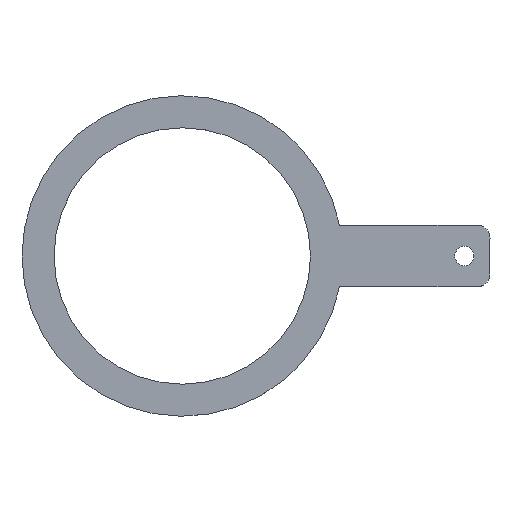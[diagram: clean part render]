
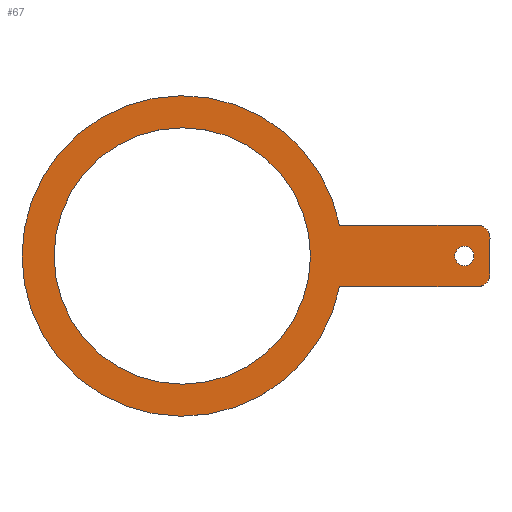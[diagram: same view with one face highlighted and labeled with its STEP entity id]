
A CAD part, top view. The second image highlights one B-rep face of the part: STEP entity #67.
In plain terms, the highlighted planar face has unit normal (0, 0, 1).
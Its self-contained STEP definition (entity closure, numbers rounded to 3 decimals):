
#38=FACE_BOUND('',#90,.T.);
#39=FACE_BOUND('',#91,.T.);
#40=FACE_BOUND('',#92,.T.);
#50=CIRCLE('',#205,1.);
#52=CIRCLE('',#209,1.);
#53=CIRCLE('',#212,0.75);
#56=CIRCLE('',#216,12.5);
#57=CIRCLE('',#218,10.);
#67=ADVANCED_FACE('',(#38,#39,#40),#72,.F.);
#72=PLANE('',#221);
#90=EDGE_LOOP('',(#124,#125,#126,#127,#128,#129));
#91=EDGE_LOOP('',(#130));
#92=EDGE_LOOP('',(#131));
#124=ORIENTED_EDGE('',*,*,#158,.F.);
#125=ORIENTED_EDGE('',*,*,#175,.F.);
#126=ORIENTED_EDGE('',*,*,#170,.F.);
#127=ORIENTED_EDGE('',*,*,#167,.F.);
#128=ORIENTED_EDGE('',*,*,#164,.F.);
#129=ORIENTED_EDGE('',*,*,#161,.F.);
#130=ORIENTED_EDGE('',*,*,#172,.F.);
#131=ORIENTED_EDGE('',*,*,#176,.F.);
#142=VERTEX_POINT('',#282);
#143=VERTEX_POINT('',#284);
#145=VERTEX_POINT('',#290);
#147=VERTEX_POINT('',#296);
#149=VERTEX_POINT('',#302);
#151=VERTEX_POINT('',#308);
#152=VERTEX_POINT('',#312);
#154=VERTEX_POINT('',#320);
#158=EDGE_CURVE('',#142,#143,#180,.T.);
#161=EDGE_CURVE('',#143,#145,#50,.T.);
#164=EDGE_CURVE('',#145,#147,#184,.T.);
#167=EDGE_CURVE('',#147,#149,#52,.T.);
#170=EDGE_CURVE('',#149,#151,#188,.T.);
#172=EDGE_CURVE('',#152,#152,#53,.T.);
#175=EDGE_CURVE('',#151,#142,#56,.T.);
#176=EDGE_CURVE('',#154,#154,#57,.T.);
#180=LINE('',#283,#192);
#184=LINE('',#295,#196);
#188=LINE('',#307,#200);
#192=VECTOR('',#227,1.);
#196=VECTOR('',#239,1.);
#200=VECTOR('',#251,1.);
#205=AXIS2_PLACEMENT_3D('',#289,#233,#234);
#209=AXIS2_PLACEMENT_3D('',#301,#245,#246);
#212=AXIS2_PLACEMENT_3D('',#311,#255,#256);
#216=AXIS2_PLACEMENT_3D('',#317,#263,#264);
#218=AXIS2_PLACEMENT_3D('',#319,#267,#268);
#221=AXIS2_PLACEMENT_3D('',#324,#273,#274);
#227=DIRECTION('',(1.,0.,0.));
#233=DIRECTION('',(0.,0.,-1.));
#234=DIRECTION('',(0.,1.,0.));
#239=DIRECTION('',(0.,-1.,0.));
#245=DIRECTION('',(0.,0.,-1.));
#246=DIRECTION('',(0.,-1.,0.));
#251=DIRECTION('',(-1.,0.,0.));
#255=DIRECTION('',(0.,0.,1.));
#256=DIRECTION('',(1.,0.,0.));
#263=DIRECTION('',(0.,0.,-1.));
#264=DIRECTION('',(-1.,0.,0.));
#267=DIRECTION('',(0.,0.,1.));
#268=DIRECTION('',(-1.,0.,0.));
#273=DIRECTION('',(0.,0.,-1.));
#274=DIRECTION('',(1.,0.,0.));
#282=CARTESIAN_POINT('',(62.267,52.4,0.8));
#283=CARTESIAN_POINT('',(60.222,52.4,0.8));
#284=CARTESIAN_POINT('',(73.,52.4,0.8));
#289=CARTESIAN_POINT('',(73.,51.4,0.8));
#290=CARTESIAN_POINT('',(74.,51.4,0.8));
#295=CARTESIAN_POINT('',(74.,51.4,0.8));
#296=CARTESIAN_POINT('',(74.,48.6,0.8));
#301=CARTESIAN_POINT('',(73.,48.6,0.8));
#302=CARTESIAN_POINT('',(73.,47.6,0.8));
#307=CARTESIAN_POINT('',(71.,47.6,0.8));
#308=CARTESIAN_POINT('',(62.267,47.6,0.8));
#311=CARTESIAN_POINT('',(72.,50.,0.8));
#312=CARTESIAN_POINT('',(72.75,50.,0.8));
#317=CARTESIAN_POINT('',(50.,50.,0.8));
#319=CARTESIAN_POINT('',(50.,50.,0.8));
#320=CARTESIAN_POINT('',(40.,50.,0.8));
#324=CARTESIAN_POINT('',(71.,51.4,0.8));
